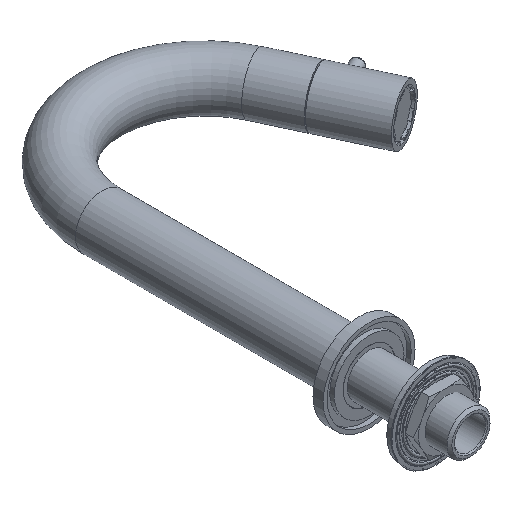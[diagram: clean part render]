
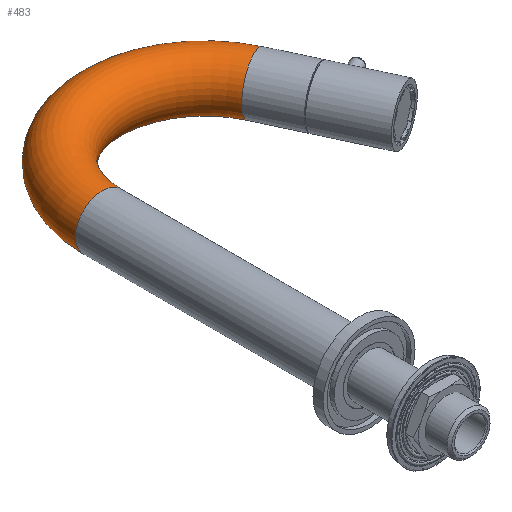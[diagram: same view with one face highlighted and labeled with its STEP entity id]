
A CAD part, isometric view. The second image highlights one B-rep face of the part: STEP entity #483.
In plain terms, the highlighted toroidal (fillet/blend) face has major radius 50 mm and minor radius 13 mm.
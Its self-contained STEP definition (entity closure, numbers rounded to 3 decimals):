
#483 = ADVANCED_FACE( '', ( #1082, #1083, #1084 ), #1085, .T. );
#1082 = FACE_BOUND( '', #1873, .T. );
#1083 = FACE_OUTER_BOUND( '', #1874, .T. );
#1084 = FACE_OUTER_BOUND( '', #1875, .T. );
#1085 = TOROIDAL_SURFACE( '', #1876, 50., 13. );
#1873 = VERTEX_LOOP( '', #2777 );
#1874 = EDGE_LOOP( '', ( #2778 ) );
#1875 = EDGE_LOOP( '', ( #2779 ) );
#1876 = AXIS2_PLACEMENT_3D( '', #2780, #2781, #2782 );
#2777 = VERTEX_POINT( '', #3933 );
#2778 = ORIENTED_EDGE( '', *, *, #3925, .F. );
#2779 = ORIENTED_EDGE( '', *, *, #3934, .T. );
#2780 = CARTESIAN_POINT( '', ( 133.182, 203.22, -20.402 ) );
#2781 = DIRECTION( '', ( 0., 0., -1. ) );
#2782 = DIRECTION( '', ( 0., 1., 0. ) );
#3925 = EDGE_CURVE( '', #4418, #4418, #4419, .F. );
#3933 = CARTESIAN_POINT( '', ( 133.182, 266.22, -20.402 ) );
#3934 = EDGE_CURVE( '', #4431, #4431, #4432, .F. );
#4418 = VERTEX_POINT( '', #5184 );
#4419 = CIRCLE( '', #5185, 13. );
#4431 = VERTEX_POINT( '', #5197 );
#4432 = CIRCLE( '', #5198, 13. );
#5184 = CARTESIAN_POINT( '', ( 166.715, 218.857, -20.402 ) );
#5185 = AXIS2_PLACEMENT_3D( '', #6273, #6274, #6275 );
#5197 = CARTESIAN_POINT( '', ( 96.182, 203.22, -20.402 ) );
#5198 = AXIS2_PLACEMENT_3D( '', #6288, #6289, #6290 );
#6273 = CARTESIAN_POINT( '', ( 178.497, 224.351, -20.402 ) );
#6274 = DIRECTION( '', ( -0.423, 0.906, 0. ) );
#6275 = DIRECTION( '', ( -0.906, -0.423, 0. ) );
#6288 = CARTESIAN_POINT( '', ( 83.182, 203.22, -20.402 ) );
#6289 = DIRECTION( '', ( 0., -1., 0. ) );
#6290 = DIRECTION( '', ( 1., 0., 0. ) );
